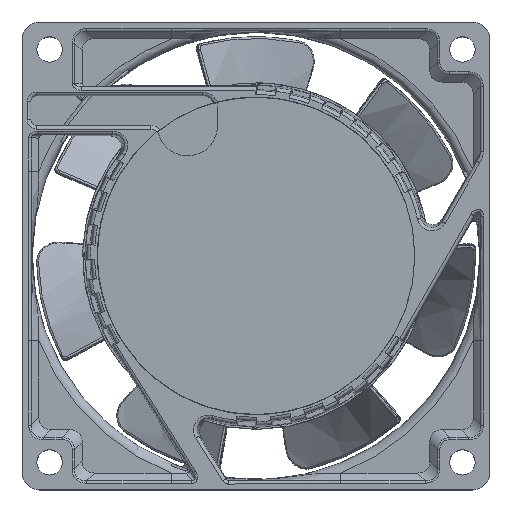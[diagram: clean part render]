
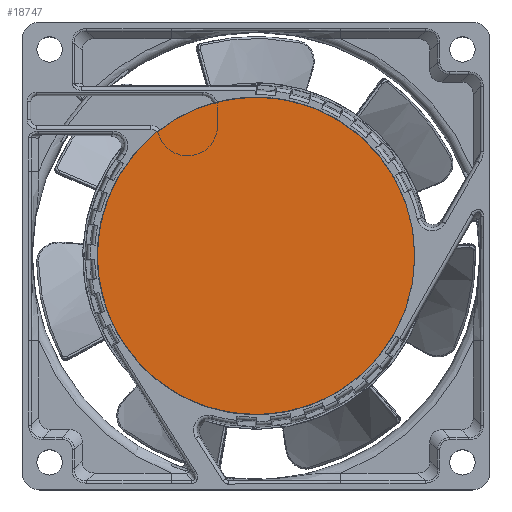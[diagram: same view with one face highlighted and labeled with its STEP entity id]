
A CAD part, top view. The second image highlights one B-rep face of the part: STEP entity #18747.
In plain terms, the highlighted planar face has unit normal (0, 0, 1).
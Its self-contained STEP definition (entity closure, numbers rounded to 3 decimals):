
#713=PLANE('',#19891);
#1173=FACE_OUTER_BOUND('',#2285,.T.);
#2285=EDGE_LOOP('',(#12668));
#3429=CIRCLE('',#19888,27.5);
#7665=VERTEX_POINT('',#28019);
#9629=EDGE_CURVE('',#7665,#7665,#3429,.T.);
#12668=ORIENTED_EDGE('',*,*,#9629,.T.);
#18747=ADVANCED_FACE('',(#1173),#713,.T.);
#19888=AXIS2_PLACEMENT_3D('',#28020,#21470,#21471);
#19891=AXIS2_PLACEMENT_3D('',#28025,#21477,#21478);
#21470=DIRECTION('center_axis',(0.,0.,1.));
#21471=DIRECTION('ref_axis',(-1.,0.,0.));
#21477=DIRECTION('center_axis',(0.,0.,1.));
#21478=DIRECTION('ref_axis',(-1.,0.,0.));
#28019=CARTESIAN_POINT('',(27.5,0.,26.1));
#28020=CARTESIAN_POINT('Origin',(0.,0.,26.1));
#28025=CARTESIAN_POINT('Origin',(0.,0.,26.1));
